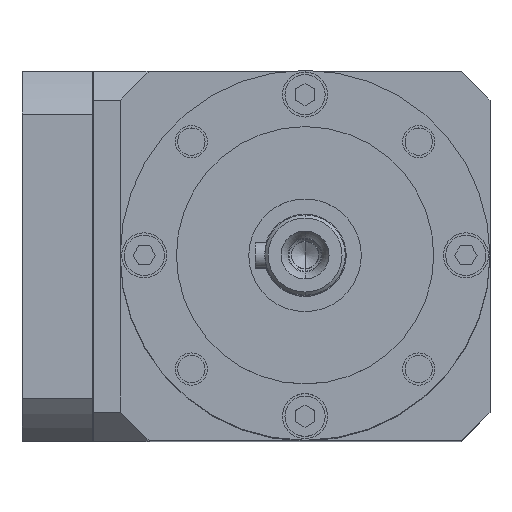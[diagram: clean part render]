
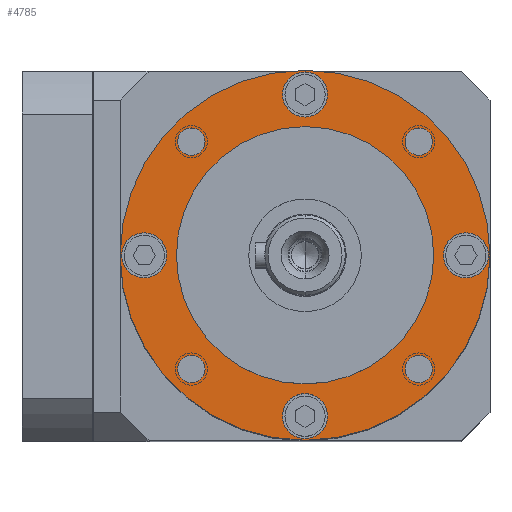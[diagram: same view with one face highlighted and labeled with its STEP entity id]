
A CAD part, top view. The second image highlights one B-rep face of the part: STEP entity #4785.
In plain terms, the highlighted planar face has unit normal (0, 0, 1).
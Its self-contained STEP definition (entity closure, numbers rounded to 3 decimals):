
#179=CARTESIAN_POINT('',(88.,0.,192.));
#180=DIRECTION('',(0.,0.,1.));
#181=DIRECTION('',(0.,-1.,0.));
#182=AXIS2_PLACEMENT_3D('',#179,#180,#181);
#189=CARTESIAN_POINT('',(123.355,35.355,192.));
#190=DIRECTION('',(0.,0.,-1.));
#191=DIRECTION('',(0.,1.,0.));
#192=AXIS2_PLACEMENT_3D('',#189,#190,#191);
#194=CARTESIAN_POINT('',(123.355,35.355,192.));
#195=DIRECTION('',(0.,0.,-1.));
#196=DIRECTION('',(0.,-1.,0.));
#197=AXIS2_PLACEMENT_3D('',#194,#195,#196);
#199=CARTESIAN_POINT('',(123.355,-35.355,192.));
#200=DIRECTION('',(0.,0.,-1.));
#201=DIRECTION('',(1.,0.,0.));
#202=AXIS2_PLACEMENT_3D('',#199,#200,#201);
#204=CARTESIAN_POINT('',(123.355,-35.355,192.));
#205=DIRECTION('',(0.,0.,-1.));
#206=DIRECTION('',(-1.,0.,0.));
#207=AXIS2_PLACEMENT_3D('',#204,#205,#206);
#209=CARTESIAN_POINT('',(52.645,-35.355,192.));
#210=DIRECTION('',(0.,0.,-1.));
#211=DIRECTION('',(0.,-1.,0.));
#212=AXIS2_PLACEMENT_3D('',#209,#210,#211);
#214=CARTESIAN_POINT('',(52.645,-35.355,192.));
#215=DIRECTION('',(0.,0.,-1.));
#216=DIRECTION('',(0.,1.,0.));
#217=AXIS2_PLACEMENT_3D('',#214,#215,#216);
#219=CARTESIAN_POINT('',(52.645,35.355,192.));
#220=DIRECTION('',(0.,0.,-1.));
#221=DIRECTION('',(-1.,0.,0.));
#222=AXIS2_PLACEMENT_3D('',#219,#220,#221);
#224=CARTESIAN_POINT('',(52.645,35.355,192.));
#225=DIRECTION('',(0.,0.,-1.));
#226=DIRECTION('',(1.,0.,0.));
#227=AXIS2_PLACEMENT_3D('',#224,#225,#226);
#229=CARTESIAN_POINT('',(38.,0.,192.));
#230=DIRECTION('',(0.,0.,1.));
#231=DIRECTION('',(0.,1.,0.));
#232=AXIS2_PLACEMENT_3D('',#229,#230,#231);
#234=CARTESIAN_POINT('',(38.,0.,192.));
#235=DIRECTION('',(0.,0.,1.));
#236=DIRECTION('',(0.,-1.,0.));
#237=AXIS2_PLACEMENT_3D('',#234,#235,#236);
#239=CARTESIAN_POINT('',(88.,-50.,192.));
#240=DIRECTION('',(0.,0.,1.));
#241=DIRECTION('',(0.,1.,0.));
#242=AXIS2_PLACEMENT_3D('',#239,#240,#241);
#244=CARTESIAN_POINT('',(88.,-50.,192.));
#245=DIRECTION('',(0.,0.,1.));
#246=DIRECTION('',(0.,-1.,0.));
#247=AXIS2_PLACEMENT_3D('',#244,#245,#246);
#249=CARTESIAN_POINT('',(138.,0.,192.));
#250=DIRECTION('',(0.,0.,1.));
#251=DIRECTION('',(0.,1.,0.));
#252=AXIS2_PLACEMENT_3D('',#249,#250,#251);
#254=CARTESIAN_POINT('',(138.,0.,192.));
#255=DIRECTION('',(0.,0.,1.));
#256=DIRECTION('',(0.,-1.,0.));
#257=AXIS2_PLACEMENT_3D('',#254,#255,#256);
#259=CARTESIAN_POINT('',(88.,50.,192.));
#260=DIRECTION('',(0.,0.,1.));
#261=DIRECTION('',(0.,1.,0.));
#262=AXIS2_PLACEMENT_3D('',#259,#260,#261);
#264=CARTESIAN_POINT('',(88.,50.,192.));
#265=DIRECTION('',(0.,0.,1.));
#266=DIRECTION('',(0.,-1.,0.));
#267=AXIS2_PLACEMENT_3D('',#264,#265,#266);
#269=CARTESIAN_POINT('',(88.,0.,192.));
#270=DIRECTION('',(0.,0.,1.));
#271=DIRECTION('',(-1.,0.,0.));
#272=AXIS2_PLACEMENT_3D('',#269,#270,#271);
#282=CARTESIAN_POINT('',(88.,0.,192.));
#283=DIRECTION('',(0.,0.,-1.));
#284=DIRECTION('',(-1.,0.,0.));
#285=AXIS2_PLACEMENT_3D('',#282,#283,#284);
#2771=CARTESIAN_POINT('',(88.,0.,192.));
#2772=DIRECTION('',(0.,0.,1.));
#2773=DIRECTION('',(0.,1.,0.));
#2774=AXIS2_PLACEMENT_3D('',#2771,#2772,#2773);
#3544=CARTESIAN_POINT('',(30.5,0.,192.));
#3546=VERTEX_POINT('',#3544);
#3548=CARTESIAN_POINT('',(145.5,0.,192.));
#3550=VERTEX_POINT('',#3548);
#3552=CARTESIAN_POINT('',(88.,-40.,192.));
#3553=CARTESIAN_POINT('',(88.,40.,192.));
#3554=VERTEX_POINT('',#3552);
#3555=VERTEX_POINT('',#3553);
#3560=CARTESIAN_POINT('',(123.355,39.605,192.));
#3561=CARTESIAN_POINT('',(123.355,31.105,192.));
#3562=VERTEX_POINT('',#3560);
#3563=VERTEX_POINT('',#3561);
#3568=CARTESIAN_POINT('',(127.605,-35.355,192.));
#3569=VERTEX_POINT('',#3568);
#3570=CARTESIAN_POINT('',(119.105,-35.355,192.));
#3571=VERTEX_POINT('',#3570);
#3576=CARTESIAN_POINT('',(52.645,-39.605,192.));
#3577=VERTEX_POINT('',#3576);
#3578=CARTESIAN_POINT('',(52.645,-31.105,192.));
#3579=VERTEX_POINT('',#3578);
#3584=CARTESIAN_POINT('',(48.395,35.355,192.));
#3585=VERTEX_POINT('',#3584);
#3586=CARTESIAN_POINT('',(56.895,35.355,192.));
#3587=VERTEX_POINT('',#3586);
#4346=CARTESIAN_POINT('',(38.,7.,192.));
#4347=CARTESIAN_POINT('',(38.,-7.,192.));
#4348=VERTEX_POINT('',#4346);
#4349=VERTEX_POINT('',#4347);
#4350=CARTESIAN_POINT('',(88.,-43.,192.));
#4351=CARTESIAN_POINT('',(88.,-57.,192.));
#4352=VERTEX_POINT('',#4350);
#4353=VERTEX_POINT('',#4351);
#4354=CARTESIAN_POINT('',(138.,7.,192.));
#4355=CARTESIAN_POINT('',(138.,-7.,192.));
#4356=VERTEX_POINT('',#4354);
#4357=VERTEX_POINT('',#4355);
#4358=CARTESIAN_POINT('',(88.,57.,192.));
#4359=CARTESIAN_POINT('',(88.,43.,192.));
#4360=VERTEX_POINT('',#4358);
#4361=VERTEX_POINT('',#4359);
#4721=CARTESIAN_POINT('',(88.,0.,192.));
#4722=DIRECTION('',(0.,0.,1.));
#4723=DIRECTION('',(1.,0.,0.));
#4724=AXIS2_PLACEMENT_3D('',#4721,#4722,#4723);
#4725=PLANE('',#4724);
#4727=ORIENTED_EDGE('',*,*,#4726,.F.);
#4729=ORIENTED_EDGE('',*,*,#4728,.T.);
#4730=EDGE_LOOP('',(#4727,#4729));
#4731=FACE_OUTER_BOUND('',#4730,.F.);
#4732=ORIENTED_EDGE('',*,*,#4711,.T.);
#4734=ORIENTED_EDGE('',*,*,#4733,.T.);
#4735=EDGE_LOOP('',(#4732,#4734));
#4736=FACE_BOUND('',#4735,.F.);
#4738=ORIENTED_EDGE('',*,*,#4737,.F.);
#4740=ORIENTED_EDGE('',*,*,#4739,.F.);
#4741=EDGE_LOOP('',(#4738,#4740));
#4742=FACE_BOUND('',#4741,.F.);
#4744=ORIENTED_EDGE('',*,*,#4743,.F.);
#4746=ORIENTED_EDGE('',*,*,#4745,.F.);
#4747=EDGE_LOOP('',(#4744,#4746));
#4748=FACE_BOUND('',#4747,.F.);
#4750=ORIENTED_EDGE('',*,*,#4749,.F.);
#4752=ORIENTED_EDGE('',*,*,#4751,.F.);
#4753=EDGE_LOOP('',(#4750,#4752));
#4754=FACE_BOUND('',#4753,.F.);
#4756=ORIENTED_EDGE('',*,*,#4755,.F.);
#4758=ORIENTED_EDGE('',*,*,#4757,.F.);
#4759=EDGE_LOOP('',(#4756,#4758));
#4760=FACE_BOUND('',#4759,.F.);
#4762=ORIENTED_EDGE('',*,*,#4761,.T.);
#4764=ORIENTED_EDGE('',*,*,#4763,.T.);
#4765=EDGE_LOOP('',(#4762,#4764));
#4766=FACE_BOUND('',#4765,.F.);
#4768=ORIENTED_EDGE('',*,*,#4767,.T.);
#4770=ORIENTED_EDGE('',*,*,#4769,.T.);
#4771=EDGE_LOOP('',(#4768,#4770));
#4772=FACE_BOUND('',#4771,.F.);
#4774=ORIENTED_EDGE('',*,*,#4773,.T.);
#4776=ORIENTED_EDGE('',*,*,#4775,.T.);
#4777=EDGE_LOOP('',(#4774,#4776));
#4778=FACE_BOUND('',#4777,.F.);
#4780=ORIENTED_EDGE('',*,*,#4779,.T.);
#4782=ORIENTED_EDGE('',*,*,#4781,.T.);
#4783=EDGE_LOOP('',(#4780,#4782));
#4784=FACE_BOUND('',#4783,.F.);
#183=CIRCLE('',#182,40.);
#193=CIRCLE('',#192,4.25);
#198=CIRCLE('',#197,4.25);
#203=CIRCLE('',#202,4.25);
#208=CIRCLE('',#207,4.25);
#213=CIRCLE('',#212,4.25);
#218=CIRCLE('',#217,4.25);
#223=CIRCLE('',#222,4.25);
#228=CIRCLE('',#227,4.25);
#233=CIRCLE('',#232,7.);
#238=CIRCLE('',#237,7.);
#243=CIRCLE('',#242,7.);
#248=CIRCLE('',#247,7.);
#253=CIRCLE('',#252,7.);
#258=CIRCLE('',#257,7.);
#263=CIRCLE('',#262,7.);
#268=CIRCLE('',#267,7.);
#273=CIRCLE('',#272,57.5);
#286=CIRCLE('',#285,57.5);
#2775=CIRCLE('',#2774,40.);
#4711=EDGE_CURVE('',#3554,#3555,#183,.T.);
#4726=EDGE_CURVE('',#3546,#3550,#273,.T.);
#4728=EDGE_CURVE('',#3546,#3550,#286,.T.);
#4733=EDGE_CURVE('',#3555,#3554,#2775,.T.);
#4737=EDGE_CURVE('',#3562,#3563,#193,.T.);
#4739=EDGE_CURVE('',#3563,#3562,#198,.T.);
#4743=EDGE_CURVE('',#3569,#3571,#203,.T.);
#4745=EDGE_CURVE('',#3571,#3569,#208,.T.);
#4749=EDGE_CURVE('',#3577,#3579,#213,.T.);
#4751=EDGE_CURVE('',#3579,#3577,#218,.T.);
#4755=EDGE_CURVE('',#3585,#3587,#223,.T.);
#4757=EDGE_CURVE('',#3587,#3585,#228,.T.);
#4761=EDGE_CURVE('',#4348,#4349,#233,.T.);
#4763=EDGE_CURVE('',#4349,#4348,#238,.T.);
#4767=EDGE_CURVE('',#4352,#4353,#243,.T.);
#4769=EDGE_CURVE('',#4353,#4352,#248,.T.);
#4773=EDGE_CURVE('',#4356,#4357,#253,.T.);
#4775=EDGE_CURVE('',#4357,#4356,#258,.T.);
#4779=EDGE_CURVE('',#4360,#4361,#263,.T.);
#4781=EDGE_CURVE('',#4361,#4360,#268,.T.);
#4785=ADVANCED_FACE('',(#4731,#4736,#4742,#4748,#4754,#4760,#4766,#4772,#4778,
#4784),#4725,.T.);
